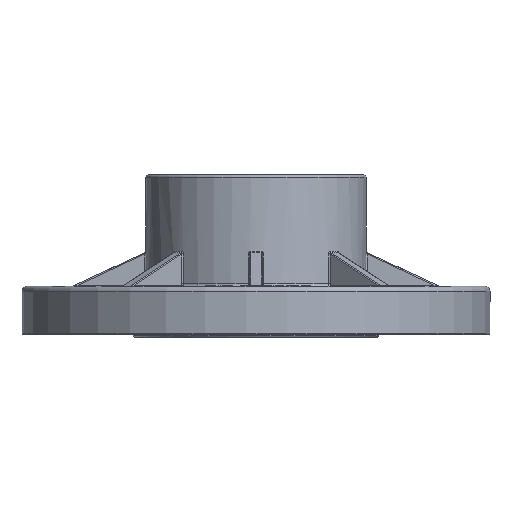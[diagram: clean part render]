
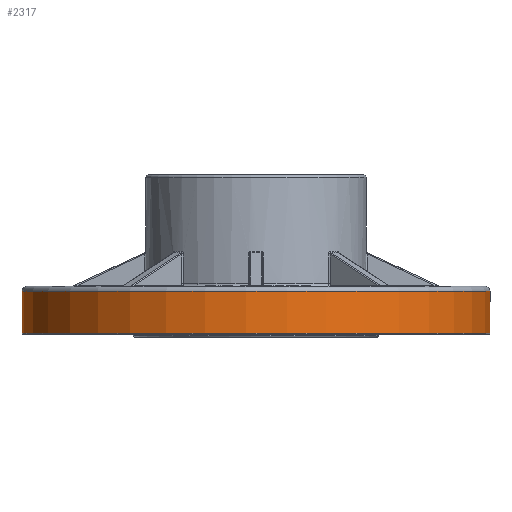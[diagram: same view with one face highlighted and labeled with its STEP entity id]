
A CAD part, front view. The second image highlights one B-rep face of the part: STEP entity #2317.
In plain terms, the highlighted cylindrical face has radius 92.5 mm (diameter 185 mm), a full revolution.
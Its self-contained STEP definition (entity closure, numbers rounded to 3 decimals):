
#931=CYLINDRICAL_SURFACE('',#15534,92.5);
#2317=ADVANCED_FACE('',(#5784,#5785),#931,.T.);
#3763=CIRCLE('',#15532,92.5);
#3764=CIRCLE('',#15533,92.5);
#5784=FACE_BOUND('',#5982,.T.);
#5785=FACE_BOUND('',#5983,.T.);
#5982=EDGE_LOOP('',(#7708));
#5983=EDGE_LOOP('',(#7709));
#7708=ORIENTED_EDGE('',*,*,#13241,.T.);
#7709=ORIENTED_EDGE('',*,*,#13242,.T.);
#11946=VERTEX_POINT('',#24712);
#11947=VERTEX_POINT('',#24714);
#13241=EDGE_CURVE('',#11946,#11946,#3763,.T.);
#13242=EDGE_CURVE('',#11947,#11947,#3764,.T.);
#15532=AXIS2_PLACEMENT_3D('',#24711,#17769,#17770);
#15533=AXIS2_PLACEMENT_3D('',#24713,#17771,#17772);
#15534=AXIS2_PLACEMENT_3D('',#24715,#17773,#17774);
#17769=DIRECTION('',(0.,0.,1.));
#17770=DIRECTION('',(-0.924,0.383,0.));
#17771=DIRECTION('',(0.,0.,-1.));
#17772=DIRECTION('',(0.924,-0.383,0.));
#17773=DIRECTION('',(0.,0.,1.));
#17774=DIRECTION('',(0.924,-0.383,0.));
#24711=CARTESIAN_POINT('',(0.,0.,0.5));
#24712=CARTESIAN_POINT('',(-85.459,35.398,0.5));
#24713=CARTESIAN_POINT('',(0.,0.,17.));
#24714=CARTESIAN_POINT('',(85.459,-35.398,17.));
#24715=CARTESIAN_POINT('',(0.,0.,0.));
